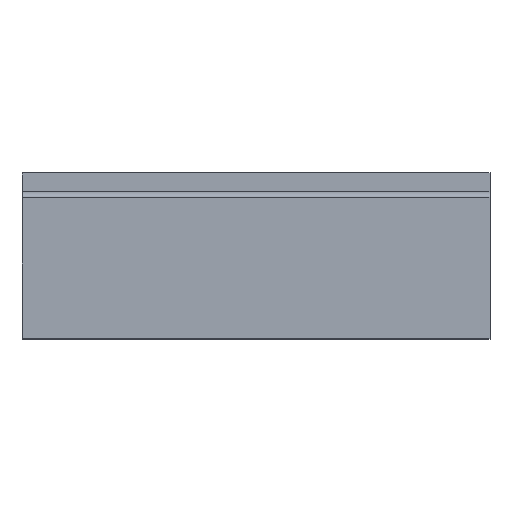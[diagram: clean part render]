
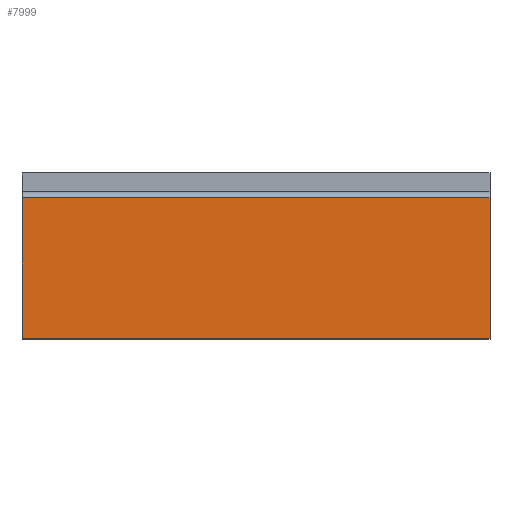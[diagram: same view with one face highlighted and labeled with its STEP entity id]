
A CAD part, top view. The second image highlights one B-rep face of the part: STEP entity #7999.
In plain terms, the highlighted planar face has unit normal (0, 0, 1).
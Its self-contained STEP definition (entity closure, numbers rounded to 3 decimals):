
#471 = VERTEX_POINT ( 'NONE', #10810 ) ;
#1150 = ORIENTED_EDGE ( 'NONE', *, *, #6686, .F. ) ;
#1205 = EDGE_CURVE ( 'NONE', #5340, #2998, #9122, .T. ) ;
#1798 = CARTESIAN_POINT ( 'NONE',  ( 0., 0., 26.85 ) ) ;
#2553 = VECTOR ( 'NONE', #4861, 1000. ) ;
#2998 = VERTEX_POINT ( 'NONE', #14593 ) ;
#4324 = VERTEX_POINT ( 'NONE', #13782 ) ;
#4526 = DIRECTION ( 'NONE',  ( 1., 0., 0. ) ) ;
#4861 = DIRECTION ( 'NONE',  ( 0., 1., 0. ) ) ;
#5240 = CARTESIAN_POINT ( 'NONE',  ( -141.294, 0., 26.85 ) ) ;
#5245 = VECTOR ( 'NONE', #4526, 1000. ) ;
#5340 = VERTEX_POINT ( 'NONE', #9727 ) ;
#5779 = DIRECTION ( 'NONE',  ( 1., 0., 0. ) ) ;
#5814 = AXIS2_PLACEMENT_3D ( 'NONE', #5240, #6475, #15162 ) ;
#6475 = DIRECTION ( 'NONE',  ( 0., 0., 1. ) ) ;
#6686 = EDGE_CURVE ( 'NONE', #4324, #5340, #14752, .T. ) ;
#7838 = ORIENTED_EDGE ( 'NONE', *, *, #1205, .F. ) ;
#7999 = ADVANCED_FACE ( 'NONE', ( #10245 ), #12670, .T. ) ;
#9122 = LINE ( 'NONE', #1798, #12051 ) ;
#9235 = DIRECTION ( 'NONE',  ( 0., -1., 0. ) ) ;
#9727 = CARTESIAN_POINT ( 'NONE',  ( 0., -4.25, 26.85 ) ) ;
#10245 = FACE_OUTER_BOUND ( 'NONE', #13116, .T. ) ;
#10810 = CARTESIAN_POINT ( 'NONE',  ( -80.5, -28.5, 26.85 ) ) ;
#10947 = EDGE_CURVE ( 'NONE', #471, #2998, #12646, .T. ) ;
#11976 = CARTESIAN_POINT ( 'NONE',  ( -80.5, -4.25, 26.85 ) ) ;
#12051 = VECTOR ( 'NONE', #9235, 1000. ) ;
#12100 = LINE ( 'NONE', #15980, #2553 ) ;
#12262 = VECTOR ( 'NONE', #5779, 1000. ) ;
#12646 = LINE ( 'NONE', #13229, #12262 ) ;
#12670 = PLANE ( 'NONE',  #5814 ) ;
#13116 = EDGE_LOOP ( 'NONE', ( #1150, #14612, #14015, #7838 ) ) ;
#13229 = CARTESIAN_POINT ( 'NONE',  ( -141.294, -28.5, 26.85 ) ) ;
#13782 = CARTESIAN_POINT ( 'NONE',  ( -80.5, -4.25, 26.85 ) ) ;
#14015 = ORIENTED_EDGE ( 'NONE', *, *, #10947, .T. ) ;
#14593 = CARTESIAN_POINT ( 'NONE',  ( 0., -28.5, 26.85 ) ) ;
#14612 = ORIENTED_EDGE ( 'NONE', *, *, #14849, .F. ) ;
#14752 = LINE ( 'NONE', #11976, #5245 ) ;
#14849 = EDGE_CURVE ( 'NONE', #471, #4324, #12100, .T. ) ;
#15162 = DIRECTION ( 'NONE',  ( 0., -1., 0. ) ) ;
#15980 = CARTESIAN_POINT ( 'NONE',  ( -80.5, 0., 26.85 ) ) ;
